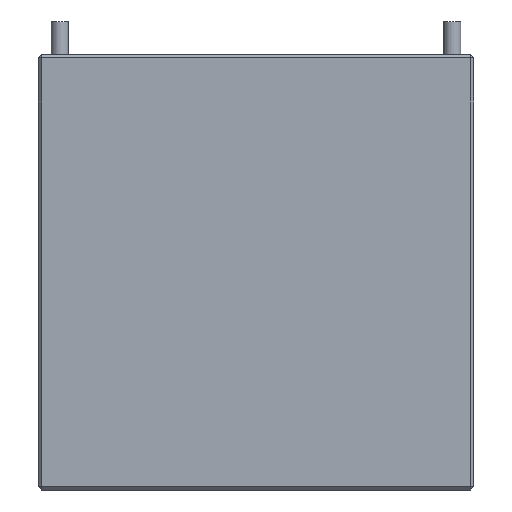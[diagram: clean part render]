
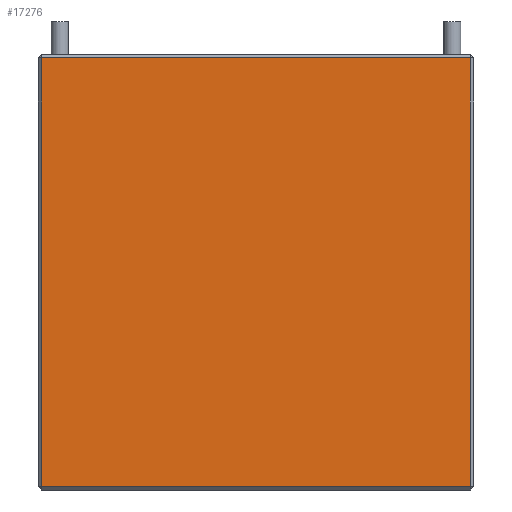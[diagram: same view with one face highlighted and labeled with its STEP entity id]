
A CAD part, left-side view. The second image highlights one B-rep face of the part: STEP entity #17276.
In plain terms, the highlighted planar face has unit normal (-1, 0, 0).
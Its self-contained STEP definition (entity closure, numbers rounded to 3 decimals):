
#1874=FACE_OUTER_BOUND('',#2918,.T.);
#2918=EDGE_LOOP('',(#12561,#12562,#12563,#12564));
#4327=LINE('',#26740,#5979);
#4334=LINE('',#26752,#5986);
#4347=LINE('',#26779,#5999);
#4353=LINE('',#26793,#6005);
#5979=VECTOR('',#21023,10.);
#5986=VECTOR('',#21036,10.);
#5999=VECTOR('',#21069,10.);
#6005=VECTOR('',#21085,10.);
#7774=VERTEX_POINT('',#26728);
#7775=VERTEX_POINT('',#26733);
#7776=VERTEX_POINT('',#26743);
#7777=VERTEX_POINT('',#26747);
#9586=EDGE_CURVE('',#7774,#7775,#4327,.T.);
#9593=EDGE_CURVE('',#7777,#7776,#4334,.T.);
#9607=EDGE_CURVE('',#7775,#7777,#4347,.T.);
#9614=EDGE_CURVE('',#7776,#7774,#4353,.T.);
#12561=ORIENTED_EDGE('',*,*,#9593,.F.);
#12562=ORIENTED_EDGE('',*,*,#9607,.F.);
#12563=ORIENTED_EDGE('',*,*,#9586,.F.);
#12564=ORIENTED_EDGE('',*,*,#9614,.F.);
#16747=PLANE('',#18621);
#17276=ADVANCED_FACE('',(#1874),#16747,.T.);
#18621=AXIS2_PLACEMENT_3D('',#26860,#21179,#21180);
#21023=DIRECTION('',(0.,0.,1.));
#21036=DIRECTION('',(0.,0.,-1.));
#21069=DIRECTION('',(0.,-1.,0.));
#21085=DIRECTION('',(0.,1.,0.));
#21179=DIRECTION('center_axis',(-1.,0.,0.));
#21180=DIRECTION('ref_axis',(0.,1.,0.));
#26728=CARTESIAN_POINT('',(-120.,98.5,-13.5));
#26733=CARTESIAN_POINT('',(-120.,98.5,183.5));
#26740=CARTESIAN_POINT('',(-120.,98.5,0.));
#26743=CARTESIAN_POINT('',(-120.,-98.5,-13.5));
#26747=CARTESIAN_POINT('',(-120.,-98.5,183.5));
#26752=CARTESIAN_POINT('',(-120.,-98.5,0.));
#26779=CARTESIAN_POINT('',(-120.,-64.,183.5));
#26793=CARTESIAN_POINT('',(-120.,-75.,-13.5));
#26860=CARTESIAN_POINT('Origin',(-120.,-100.,0.));
